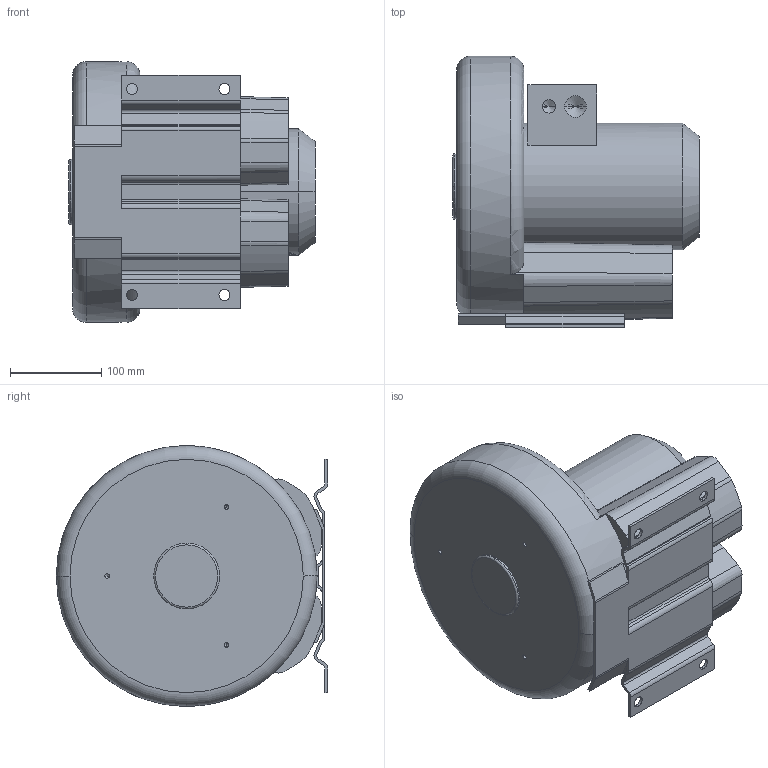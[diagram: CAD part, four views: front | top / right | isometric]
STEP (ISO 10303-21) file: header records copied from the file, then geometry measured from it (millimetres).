
FILE_DESCRIPTION((''),'2;1');
FILE_NAME('VSC0140_1MP550','2015-11-17T',('rnennstiel'),('vacuvane vacuum technology gmbh'),'PRO/ENGINEER BY PARAMETRIC TECHNOLOGY CORPORATION, 2010140','PRO/ENGINEER BY PARAMETRIC TECHNOLOGY CORPORATION, 2010140','');
FILE_SCHEMA(('AUTOMOTIVE_DESIGN_CC2 { 1 2 10303 214 -1 1 5 2 }'));
Length unit declared in the file: millimetre
Products named in the file (1): VSC0140_1MP550
Bounding box: 269 x 296.7 x 285 mm (x, y, z)
Volume: 9092033.9 mm3; surface area: 527224 mm2
Topology: 1 solids, 1 shells, 897 faces, 2468 edges, 1615 vertices
Faces by surface type: extrusion 414, plane 312, cylinder 118, cone 48, torus 5
Entity records: 31664 total; most frequent: CARTESIAN_POINT 10181, ORIENTED_EDGE 4876, DIRECTION 3210, EDGE_CURVE 2438, VERTEX_POINT 1615, VECTOR 1606, B_SPLINE_CURVE_WITH_KNOTS 1341, LINE 1192
